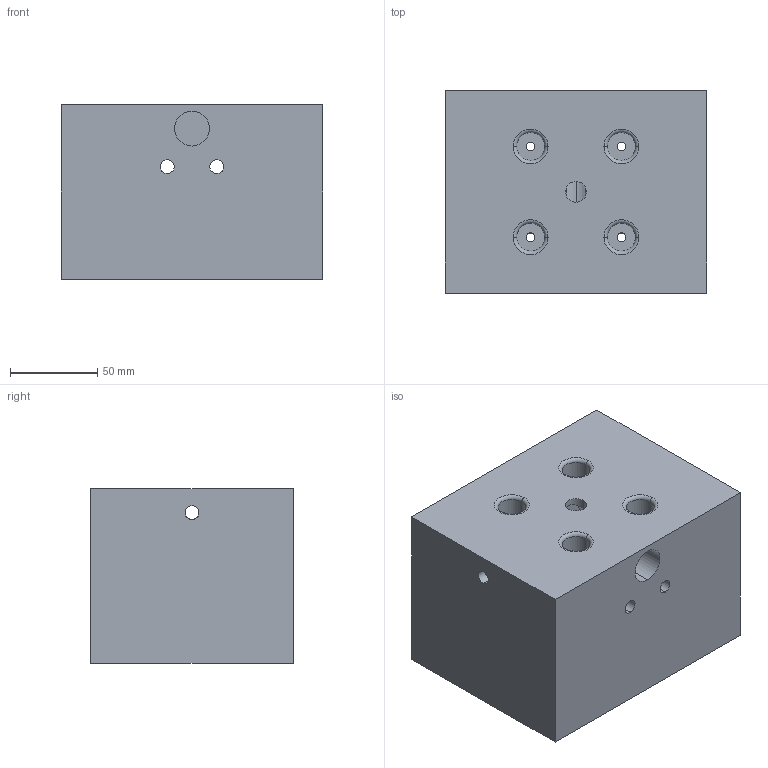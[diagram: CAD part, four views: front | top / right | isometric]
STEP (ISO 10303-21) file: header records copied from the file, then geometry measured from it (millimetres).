
FILE_DESCRIPTION (( 'STEP AP203' ), '1' );
FILE_NAME ('SF-M-52X52-3133.STEP', '2025-03-16T02:31:57', ( '微软用户' ), ( '微软中国' ), 'SwSTEP 2.0', 'SolidWorks 2016', '' );
FILE_SCHEMA (( 'CONFIG_CONTROL_DESIGN' ));
Length unit declared in the file: millimetre
Products named in the file (1): SF-M-52X52-3133
Bounding box: 150 x 116 x 100 mm (x, y, z)
Volume: 1660933.7 mm3; surface area: 114515.7 mm2
Topology: 1 solids, 1 shells, 108 faces, 244 edges, 148 vertices
Faces by surface type: cylinder 63, plane 21, cone 16, torus 8
Entity records: 3324 total; most frequent: CARTESIAN_POINT 737, DIRECTION 576, ORIENTED_EDGE 472, AXIS2_PLACEMENT_3D 242, EDGE_CURVE 236, VERTEX_POINT 148, EDGE_LOOP 144, CIRCLE 133
